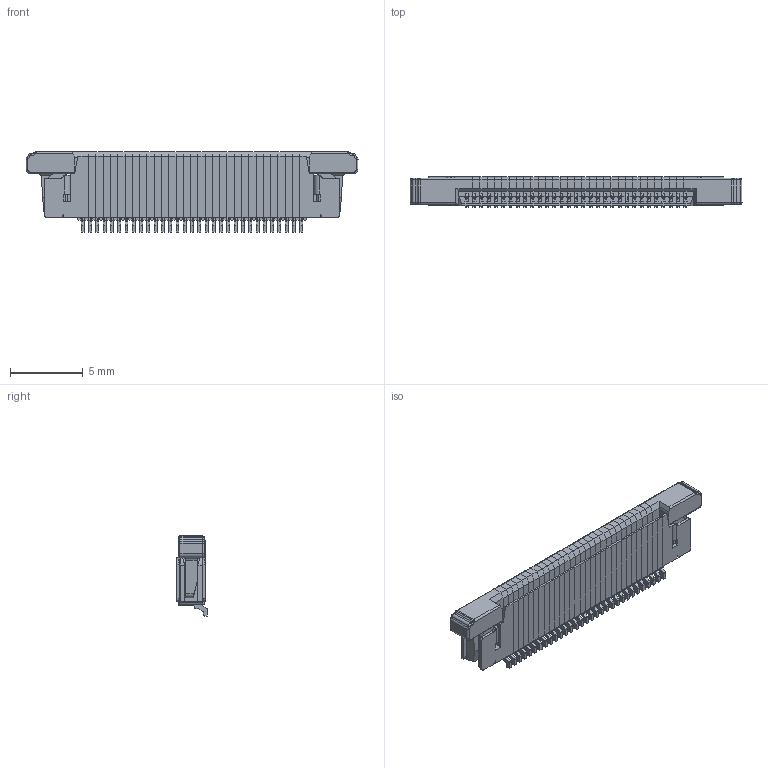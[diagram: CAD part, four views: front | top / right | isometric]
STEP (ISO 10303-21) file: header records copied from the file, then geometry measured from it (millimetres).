
FILE_DESCRIPTION (( 'STEP AP214' ), '1' );
FILE_NAME ('reoriented-F32R-1A7H1-11031.STEP', '2023-08-02T09:37:58', ( '' ), ( '' ), 'SwSTEP 2.0', 'SolidWorks 2021', '' );
FILE_SCHEMA (( 'AUTOMOTIVE_DESIGN' ));
Length unit declared in the file: millimetre
Products named in the file (5): F32R-1A7H1-11031.STEP; F32R_M.STEP; F32R_R.STEP; reoriented-F32R-1A7H1-11031; F32R_L.STEP
Assembly tree (32 placements, depth 3):
  reoriented-F32R-1A7H1-11031
    F32R-1A7H1-11031.STEP
      F32R_R.STEP
      F32R_M.STEP  x29
      F32R_L.STEP
Bounding box: 22.8 x 2.1 x 5.5 mm (x, y, z)
Volume: 148.7 mm3; surface area: 1116.7 mm2
Topology: 31 solids, 31 shells, 3521 faces, 10207 edges, 6767 vertices
Faces by surface type: plane 2461, cylinder 1028, torus 16, bspline 16
Entity records: 20663 total; most frequent: CARTESIAN_POINT 4431, ORIENTED_EDGE 3444, DIRECTION 3255, EDGE_CURVE 1722, LINE 1261, VECTOR 1261, VERTEX_POINT 1111, AXIS2_PLACEMENT_3D 997
